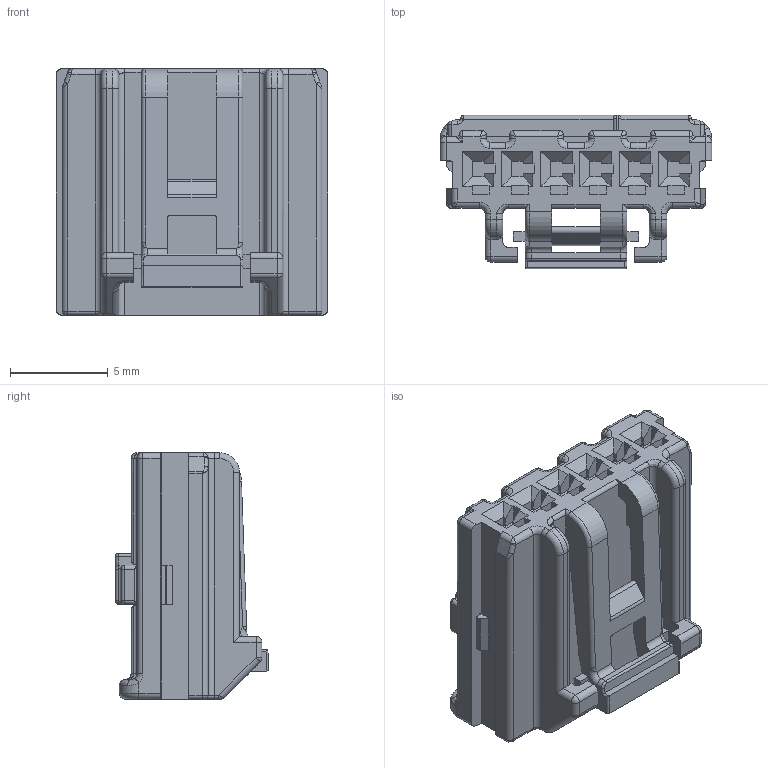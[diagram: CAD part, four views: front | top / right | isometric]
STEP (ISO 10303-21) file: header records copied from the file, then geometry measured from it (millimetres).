
FILE_DESCRIPTION((''),'2;1');
FILE_NAME('KM1700108_020_D_6F_HSG_10','2019-07-18T',('drkoo'),(''),'CREO PARAMETRIC BY PTC INC, 2017300','CREO PARAMETRIC BY PTC INC, 2017300','');
FILE_SCHEMA(('CONFIG_CONTROL_DESIGN'));
Length unit declared in the file: millimetre
Products named in the file (1): KM1700108_020_D_6F_HSG_10
Bounding box: 13.9 x 7.84 x 12.6 mm (x, y, z)
Volume: 727.2 mm3; surface area: 908.5 mm2
Topology: 1 solids, 1 shells, 680 faces, 1793 edges, 1119 vertices
Faces by surface type: plane 433, cylinder 163, bspline 44, torus 32, sphere 8
Entity records: 22857 total; most frequent: CARTESIAN_POINT 6291, ORIENTED_EDGE 3570, DIRECTION 3251, EDGE_CURVE 1785, VECTOR 1353, LINE 1353, VERTEX_POINT 1119, AXIS2_PLACEMENT_3D 949
